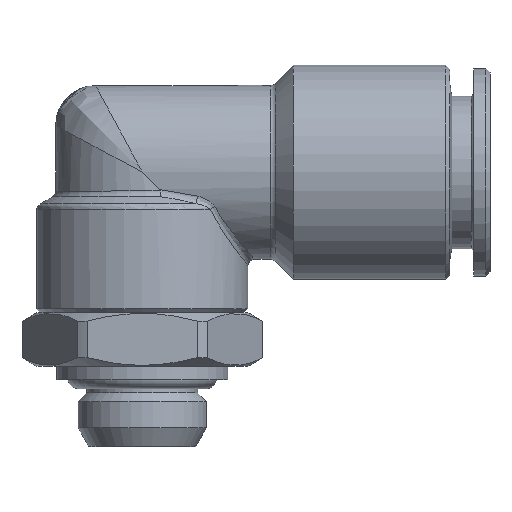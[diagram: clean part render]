
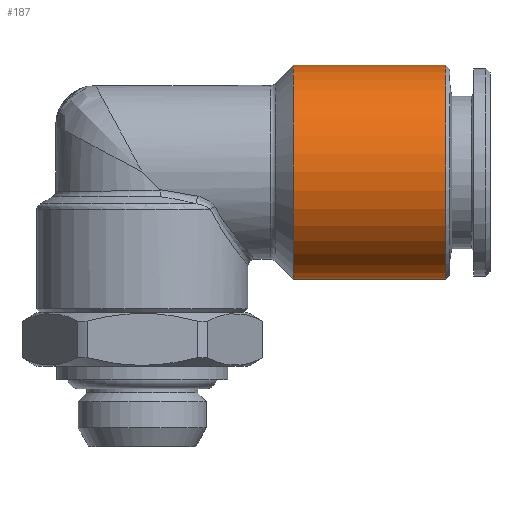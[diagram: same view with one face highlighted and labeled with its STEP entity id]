
A CAD part, top view. The second image highlights one B-rep face of the part: STEP entity #187.
In plain terms, the highlighted cylindrical face has radius 8 mm (diameter 16 mm), a full revolution.
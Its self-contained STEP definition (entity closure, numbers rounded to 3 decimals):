
#187 = ADVANCED_FACE( 'NONE', ( #278, #279 ), #280, .T. );
#278 = FACE_OUTER_BOUND( '', #657, .T. );
#279 = FACE_OUTER_BOUND( '', #658, .T. );
#280 = CYLINDRICAL_SURFACE( '', #659, 8. );
#657 = EDGE_LOOP( '', ( #970 ) );
#658 = EDGE_LOOP( '', ( #971 ) );
#659 = AXIS2_PLACEMENT_3D( '', #972, #973, #974 );
#970 = ORIENTED_EDGE( '', *, *, #1288, .T. );
#971 = ORIENTED_EDGE( '', *, *, #1282, .T. );
#972 = CARTESIAN_POINT( '', ( 0., 0., 0. ) );
#973 = DIRECTION( '', ( -1., 0., 0. ) );
#974 = DIRECTION( '', ( 0., 0., 1. ) );
#1282 = EDGE_CURVE( 'NONE', #1441, #1441, #1442, .T. );
#1288 = EDGE_CURVE( 'NONE', #1451, #1451, #1452, .T. );
#1441 = VERTEX_POINT( '', #1926 );
#1442 = CIRCLE( '', #1927, 8. );
#1451 = VERTEX_POINT( '', #1938 );
#1452 = CIRCLE( '', #1939, 8. );
#1926 = CARTESIAN_POINT( '', ( 11.293, 0., -8. ) );
#1927 = AXIS2_PLACEMENT_3D( '', #2172, #2173, #2174 );
#1938 = CARTESIAN_POINT( '', ( 22.7, 0., 8. ) );
#1939 = AXIS2_PLACEMENT_3D( '', #2186, #2187, #2188 );
#2172 = CARTESIAN_POINT( '', ( 11.293, 0., 0. ) );
#2173 = DIRECTION( '', ( 1., 0., 0. ) );
#2174 = DIRECTION( '', ( 0., 0., -1. ) );
#2186 = CARTESIAN_POINT( '', ( 22.7, 0., 0. ) );
#2187 = DIRECTION( '', ( -1., 0., 0. ) );
#2188 = DIRECTION( '', ( 0., 0., 1. ) );
